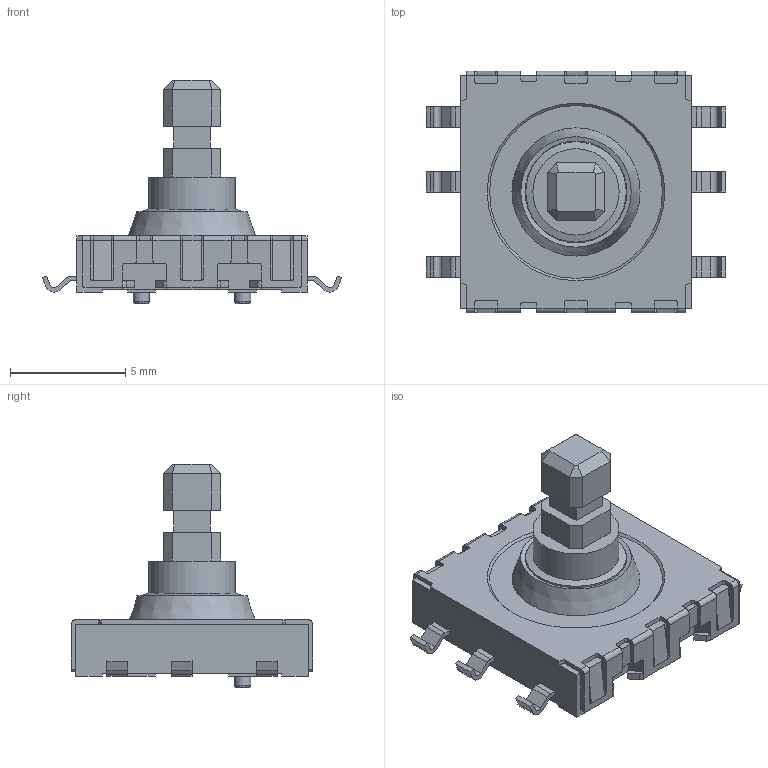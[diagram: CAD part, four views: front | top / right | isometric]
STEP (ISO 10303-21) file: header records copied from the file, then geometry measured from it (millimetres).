
FILE_DESCRIPTION(/* description */ (''),/* implementation_level */ '2;1');
FILE_NAME(/* name */ '5f4e034ffcba0015f28a6b28',/* time_stamp */ '2020-09-01T08:16:17+00:00',/* author */ (''),/* organization */ (''),/* preprocessor_version */ 'ST-DEVELOPER v16.7',/* originating_system */ $,/* authorisation */ $);
FILE_SCHEMA (('AUTOMOTIVE_DESIGN {1 0 10303 214 3 1 1}'));
Length unit declared in the file: metre
Products named in the file (10): Stick Button; Stick; Plastic Body; Pin 3; Pin 1; Pin 2; Pin 6; Pin 4; Pin 5; Metal Cover
Bounding box: 13 x 10.5 x 9.7 mm (x, y, z)
Volume: 187.7 mm3; surface area: 769.5 mm2
Topology: 10 solids, 10 shells, 488 faces, 1363 edges, 895 vertices
Faces by surface type: plane 376, cylinder 100, cone 6, bspline 4, torus 2
Full cylindrical faces by diameter (mm): 0.7 x2, 3.75 x1, 4.366 x1
Entity records: 15815 total; most frequent: CARTESIAN_POINT 2806, ORIENTED_EDGE 2700, DIRECTION 2536, EDGE_CURVE 1350, LINE 1128, VECTOR 1128, VERTEX_POINT 894, AXIS2_PLACEMENT_3D 704
